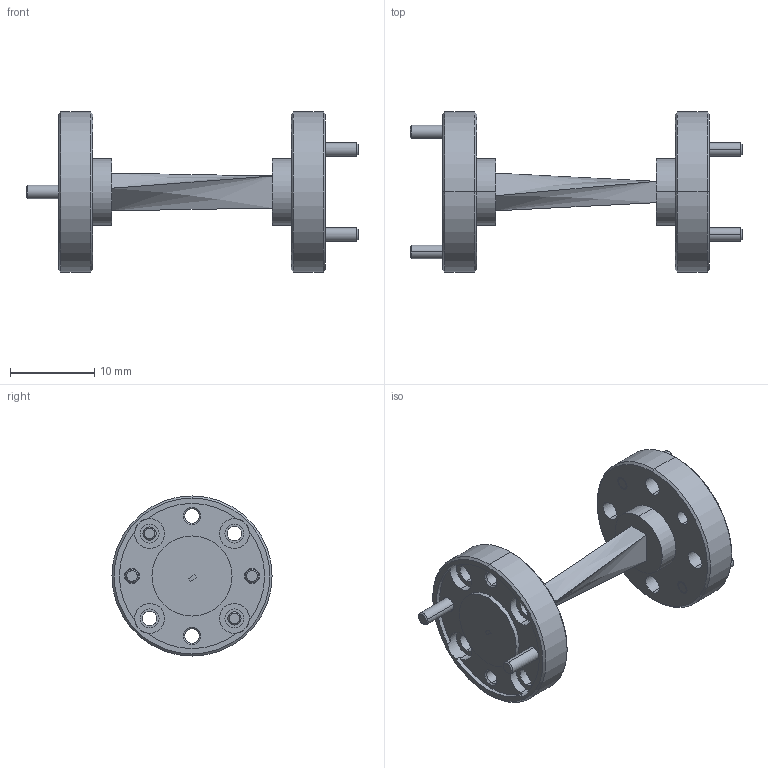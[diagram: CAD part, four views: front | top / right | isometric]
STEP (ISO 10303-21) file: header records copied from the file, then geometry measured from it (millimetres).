
FILE_DESCRIPTION (( 'STEP AP214' ), '1' );
FILE_NAME ('WB-T03-5-A, Rev 1.0, CTRLD.STEP', '2025-02-25T00:05:09', ( '' ), ( '' ), 'SwSTEP 2.0', 'SolidWorks 2021', '' );
FILE_SCHEMA (( 'AUTOMOTIVE_DESIGN' ));
Length unit declared in the file: inch
Products named in the file (1): WB-T03-5-A, Rev 1.0, CTRLD
Bounding box: 39.5 x 19.05 x 19.05 mm (x, y, z)
Volume: 2370.7 mm3; surface area: 2450.8 mm2
Topology: 5 solids, 5 shells, 157 faces, 371 edges, 234 vertices
Faces by surface type: cylinder 77, cone 40, plane 36, bspline 4
Entity records: 4755 total; most frequent: DIRECTION 889, CARTESIAN_POINT 807, ORIENTED_EDGE 742, EDGE_CURVE 371, AXIS2_PLACEMENT_3D 364, VERTEX_POINT 234, CIRCLE 210, EDGE_LOOP 199
